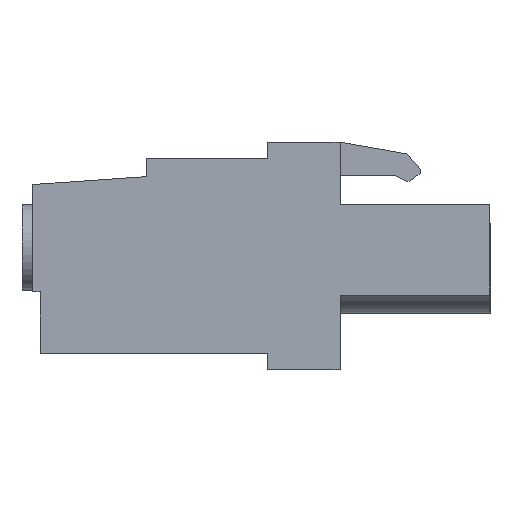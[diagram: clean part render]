
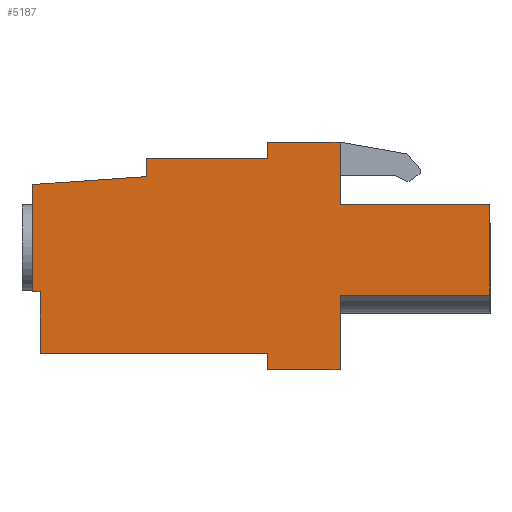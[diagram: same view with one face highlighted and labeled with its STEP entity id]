
A CAD part, left-side view. The second image highlights one B-rep face of the part: STEP entity #5187.
In plain terms, the highlighted planar face has unit normal (-1, 0, 0).
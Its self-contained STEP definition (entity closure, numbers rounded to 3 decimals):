
#144 = VECTOR ( 'NONE', #7702, 1000. ) ;
#210 = DIRECTION ( 'NONE',  ( 0., -1., 0. ) ) ;
#393 = EDGE_CURVE ( 'NONE', #10480, #2597, #10072, .T. ) ;
#434 = CARTESIAN_POINT ( 'NONE',  ( 0., 0., 0. ) ) ;
#463 = VERTEX_POINT ( 'NONE', #10298 ) ;
#724 = VECTOR ( 'NONE', #4976, 1000. ) ;
#889 = ORIENTED_EDGE ( 'NONE', *, *, #6749, .F. ) ;
#1073 = VERTEX_POINT ( 'NONE', #2971 ) ;
#1123 = ORIENTED_EDGE ( 'NONE', *, *, #1344, .F. ) ;
#1344 = EDGE_CURVE ( 'NONE', #9800, #2851, #8387, .T. ) ;
#1358 = VERTEX_POINT ( 'NONE', #11228 ) ;
#1545 = EDGE_LOOP ( 'NONE', ( #8949, #8093, #6210, #10524, #889, #6392, #1123, #2595, #3053, #6904, #6593, #11748, #5900, #5504, #9740, #2741 ) ) ;
#1806 = DIRECTION ( 'NONE',  ( 0., 1., 0. ) ) ;
#2137 = VERTEX_POINT ( 'NONE', #8029 ) ;
#2355 = CARTESIAN_POINT ( 'NONE',  ( 0., 0., -5. ) ) ;
#2595 = ORIENTED_EDGE ( 'NONE', *, *, #8064, .F. ) ;
#2597 = VERTEX_POINT ( 'NONE', #11389 ) ;
#2652 = EDGE_CURVE ( 'NONE', #2851, #3503, #8230, .T. ) ;
#2741 = ORIENTED_EDGE ( 'NONE', *, *, #4984, .F. ) ;
#2746 = EDGE_CURVE ( 'NONE', #8191, #7280, #7919, .T. ) ;
#2851 = VERTEX_POINT ( 'NONE', #7992 ) ;
#2888 = VERTEX_POINT ( 'NONE', #6099 ) ;
#2897 = VECTOR ( 'NONE', #3352, 1000. ) ;
#2971 = CARTESIAN_POINT ( 'NONE',  ( 0., 4., 3.46 ) ) ;
#2987 = LINE ( 'NONE', #8886, #8398 ) ;
#3035 = EDGE_CURVE ( 'NONE', #2888, #1358, #6566, .T. ) ;
#3053 = ORIENTED_EDGE ( 'NONE', *, *, #10498, .F. ) ;
#3057 = EDGE_CURVE ( 'NONE', #1358, #10480, #8514, .T. ) ;
#3141 = DIRECTION ( 'NONE',  ( 0., 1., 0. ) ) ;
#3352 = DIRECTION ( 'NONE',  ( 0., 0., 1. ) ) ;
#3396 = CARTESIAN_POINT ( 'NONE',  ( 0., 0., -9.14 ) ) ;
#3460 = DIRECTION ( 'NONE',  ( 0., 0., 1. ) ) ;
#3503 = VERTEX_POINT ( 'NONE', #7944 ) ;
#3703 = DIRECTION ( 'NONE',  ( 0., 0., -1. ) ) ;
#3873 = EDGE_CURVE ( 'NONE', #7204, #8191, #6639, .T. ) ;
#4011 = CARTESIAN_POINT ( 'NONE',  ( 0., -8.3, 0. ) ) ;
#4032 = CARTESIAN_POINT ( 'NONE',  ( 0., -8.3, -5. ) ) ;
#4319 = PLANE ( 'NONE',  #11059 ) ;
#4464 = CARTESIAN_POINT ( 'NONE',  ( 0., 16.6, -8.235 ) ) ;
#4726 = VECTOR ( 'NONE', #8107, 1000. ) ;
#4749 = EDGE_CURVE ( 'NONE', #1073, #7204, #8867, .T. ) ;
#4803 = CARTESIAN_POINT ( 'NONE',  ( 0., 0., -9.14 ) ) ;
#4976 = DIRECTION ( 'NONE',  ( 0., 0., -1. ) ) ;
#4984 = EDGE_CURVE ( 'NONE', #7280, #2137, #8408, .T. ) ;
#5019 = CARTESIAN_POINT ( 'NONE',  ( 0., 4., 2.555 ) ) ;
#5187 = ADVANCED_FACE ( 'NONE', ( #8854 ), #4319, .F. ) ;
#5197 = VECTOR ( 'NONE', #5766, 1000. ) ;
#5213 = LINE ( 'NONE', #8559, #7458 ) ;
#5226 = VERTEX_POINT ( 'NONE', #3396 ) ;
#5279 = DIRECTION ( 'NONE',  ( 1., 0., 0. ) ) ;
#5303 = CARTESIAN_POINT ( 'NONE',  ( 0., 4., -9.14 ) ) ;
#5349 = CARTESIAN_POINT ( 'NONE',  ( 0., 17., 1.115 ) ) ;
#5362 = VECTOR ( 'NONE', #210, 1000. ) ;
#5419 = DIRECTION ( 'NONE',  ( 0., -1., 0. ) ) ;
#5427 = DIRECTION ( 'NONE',  ( 0., 1., 0. ) ) ;
#5504 = ORIENTED_EDGE ( 'NONE', *, *, #12163, .F. ) ;
#5690 = CARTESIAN_POINT ( 'NONE',  ( 0., 0., 3.46 ) ) ;
#5766 = DIRECTION ( 'NONE',  ( 0., 0., -1. ) ) ;
#5862 = CARTESIAN_POINT ( 'NONE',  ( 0., -8.3, 0. ) ) ;
#5900 = ORIENTED_EDGE ( 'NONE', *, *, #9758, .F. ) ;
#5954 = CARTESIAN_POINT ( 'NONE',  ( 0., 16.6, -8.235 ) ) ;
#6010 = VECTOR ( 'NONE', #5419, 1000. ) ;
#6099 = CARTESIAN_POINT ( 'NONE',  ( 0., 4., -9.14 ) ) ;
#6144 = VECTOR ( 'NONE', #10429, 1000. ) ;
#6210 = ORIENTED_EDGE ( 'NONE', *, *, #4749, .F. ) ;
#6262 = VECTOR ( 'NONE', #3460, 1000. ) ;
#6392 = ORIENTED_EDGE ( 'NONE', *, *, #2652, .F. ) ;
#6527 = EDGE_CURVE ( 'NONE', #2137, #8037, #5213, .T. ) ;
#6562 = CARTESIAN_POINT ( 'NONE',  ( 0., 4., 2.555 ) ) ;
#6566 = LINE ( 'NONE', #10158, #6262 ) ;
#6593 = ORIENTED_EDGE ( 'NONE', *, *, #3057, .F. ) ;
#6626 = LINE ( 'NONE', #5303, #7522 ) ;
#6639 = LINE ( 'NONE', #10394, #8885 ) ;
#6749 = EDGE_CURVE ( 'NONE', #3503, #7771, #7910, .T. ) ;
#6904 = ORIENTED_EDGE ( 'NONE', *, *, #393, .F. ) ;
#7030 = VECTOR ( 'NONE', #10684, 1000. ) ;
#7204 = VERTEX_POINT ( 'NONE', #5690 ) ;
#7280 = VERTEX_POINT ( 'NONE', #5862 ) ;
#7458 = VECTOR ( 'NONE', #1806, 1000. ) ;
#7522 = VECTOR ( 'NONE', #11004, 1000. ) ;
#7702 = DIRECTION ( 'NONE',  ( 0., 0., 1. ) ) ;
#7771 = VERTEX_POINT ( 'NONE', #6562 ) ;
#7910 = LINE ( 'NONE', #5019, #5362 ) ;
#7919 = LINE ( 'NONE', #4011, #7030 ) ;
#7944 = CARTESIAN_POINT ( 'NONE',  ( 0., 10.7, 2.555 ) ) ;
#7970 = CARTESIAN_POINT ( 'NONE',  ( 0., 10.7, 1.555 ) ) ;
#7992 = CARTESIAN_POINT ( 'NONE',  ( 0., 10.7, 1.555 ) ) ;
#8029 = CARTESIAN_POINT ( 'NONE',  ( 0., -8.3, -5. ) ) ;
#8037 = VERTEX_POINT ( 'NONE', #2355 ) ;
#8064 = EDGE_CURVE ( 'NONE', #463, #9800, #8181, .T. ) ;
#8093 = ORIENTED_EDGE ( 'NONE', *, *, #3873, .F. ) ;
#8107 = DIRECTION ( 'NONE',  ( 0., 0., 1. ) ) ;
#8131 = CARTESIAN_POINT ( 'NONE',  ( 0., 4., 3.46 ) ) ;
#8149 = CARTESIAN_POINT ( 'NONE',  ( 0., 17., 1.115 ) ) ;
#8181 = LINE ( 'NONE', #8149, #4726 ) ;
#8191 = VERTEX_POINT ( 'NONE', #11116 ) ;
#8230 = LINE ( 'NONE', #11305, #8530 ) ;
#8387 = LINE ( 'NONE', #7970, #6144 ) ;
#8398 = VECTOR ( 'NONE', #3141, 1000. ) ;
#8408 = LINE ( 'NONE', #4032, #724 ) ;
#8514 = LINE ( 'NONE', #4464, #10725 ) ;
#8530 = VECTOR ( 'NONE', #10414, 1000. ) ;
#8559 = CARTESIAN_POINT ( 'NONE',  ( 0., 0., -5. ) ) ;
#8686 = EDGE_CURVE ( 'NONE', #7771, #1073, #9952, .T. ) ;
#8854 = FACE_OUTER_BOUND ( 'NONE', #1545, .T. ) ;
#8867 = LINE ( 'NONE', #12065, #6010 ) ;
#8885 = VECTOR ( 'NONE', #3703, 1000. ) ;
#8886 = CARTESIAN_POINT ( 'NONE',  ( 0., 17., -4.815 ) ) ;
#8949 = ORIENTED_EDGE ( 'NONE', *, *, #2746, .F. ) ;
#9178 = CARTESIAN_POINT ( 'NONE',  ( 0., 16.6, -4.815 ) ) ;
#9740 = ORIENTED_EDGE ( 'NONE', *, *, #6527, .F. ) ;
#9758 = EDGE_CURVE ( 'NONE', #5226, #2888, #6626, .T. ) ;
#9800 = VERTEX_POINT ( 'NONE', #5349 ) ;
#9952 = LINE ( 'NONE', #8131, #2897 ) ;
#10072 = LINE ( 'NONE', #9178, #144 ) ;
#10158 = CARTESIAN_POINT ( 'NONE',  ( 0., 4., -8.235 ) ) ;
#10281 = LINE ( 'NONE', #4803, #5197 ) ;
#10298 = CARTESIAN_POINT ( 'NONE',  ( 0., 17., -4.815 ) ) ;
#10394 = CARTESIAN_POINT ( 'NONE',  ( 0., 0., 0. ) ) ;
#10414 = DIRECTION ( 'NONE',  ( 0., 0., 1. ) ) ;
#10429 = DIRECTION ( 'NONE',  ( 0., -0.998, 0.07 ) ) ;
#10480 = VERTEX_POINT ( 'NONE', #5954 ) ;
#10498 = EDGE_CURVE ( 'NONE', #2597, #463, #2987, .T. ) ;
#10524 = ORIENTED_EDGE ( 'NONE', *, *, #8686, .F. ) ;
#10684 = DIRECTION ( 'NONE',  ( 0., -1., 0. ) ) ;
#10725 = VECTOR ( 'NONE', #5427, 1000. ) ;
#11004 = DIRECTION ( 'NONE',  ( 0., 1., 0. ) ) ;
#11059 = AXIS2_PLACEMENT_3D ( 'NONE', #434, #5279, #11931 ) ;
#11116 = CARTESIAN_POINT ( 'NONE',  ( 0., 0., 0. ) ) ;
#11228 = CARTESIAN_POINT ( 'NONE',  ( 0., 4., -8.235 ) ) ;
#11305 = CARTESIAN_POINT ( 'NONE',  ( 0., 10.7, 2.555 ) ) ;
#11389 = CARTESIAN_POINT ( 'NONE',  ( 0., 16.6, -4.815 ) ) ;
#11748 = ORIENTED_EDGE ( 'NONE', *, *, #3035, .F. ) ;
#11931 = DIRECTION ( 'NONE',  ( 0., 0., -1. ) ) ;
#12065 = CARTESIAN_POINT ( 'NONE',  ( 0., 0., 3.46 ) ) ;
#12163 = EDGE_CURVE ( 'NONE', #8037, #5226, #10281, .T. ) ;
